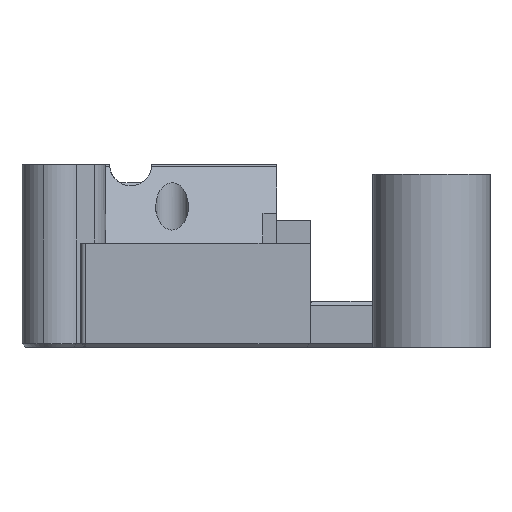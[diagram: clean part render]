
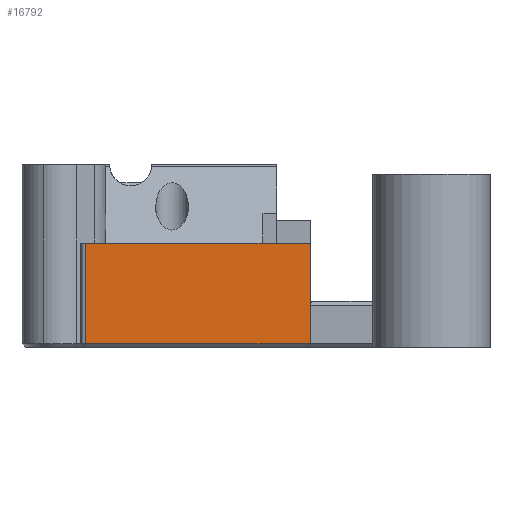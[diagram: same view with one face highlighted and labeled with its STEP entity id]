
A CAD part, front view. The second image highlights one B-rep face of the part: STEP entity #16792.
In plain terms, the highlighted planar face has unit normal (0, -1, 0).
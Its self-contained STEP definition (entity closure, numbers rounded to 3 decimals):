
#1663=FACE_OUTER_BOUND('',#2640,.T.);
#2640=EDGE_LOOP('',(#14118,#14119,#14120,#14121));
#4026=LINE('',#27666,#5509);
#4099=LINE('',#27899,#5582);
#4100=LINE('',#27903,#5583);
#4101=LINE('',#27904,#5584);
#5509=VECTOR('',#21539,10.);
#5582=VECTOR('',#21762,10.);
#5583=VECTOR('',#21767,10.);
#5584=VECTOR('',#21768,10.);
#7645=VERTEX_POINT('',#27650);
#7651=VERTEX_POINT('',#27665);
#7728=VERTEX_POINT('',#27898);
#7729=VERTEX_POINT('',#27902);
#9828=EDGE_CURVE('',#7645,#7651,#4026,.T.);
#9942=EDGE_CURVE('',#7651,#7728,#4099,.T.);
#9944=EDGE_CURVE('',#7645,#7729,#4100,.T.);
#9945=EDGE_CURVE('',#7728,#7729,#4101,.T.);
#14118=ORIENTED_EDGE('',*,*,#9828,.F.);
#14119=ORIENTED_EDGE('',*,*,#9944,.T.);
#14120=ORIENTED_EDGE('',*,*,#9945,.F.);
#14121=ORIENTED_EDGE('',*,*,#9942,.F.);
#16053=PLANE('',#18179);
#16792=ADVANCED_FACE('',(#1663),#16053,.T.);
#18179=AXIS2_PLACEMENT_3D('',#27901,#21765,#21766);
#21539=DIRECTION('',(-1.,0.,0.));
#21762=DIRECTION('',(0.,0.,1.));
#21765=DIRECTION('center_axis',(0.,-1.,0.));
#21766=DIRECTION('ref_axis',(0.,0.,-1.));
#21767=DIRECTION('',(0.,0.,1.));
#21768=DIRECTION('',(1.,0.,0.));
#27650=CARTESIAN_POINT('',(18.65,-76.,-4.605));
#27665=CARTESIAN_POINT('',(-4.686,-76.,-4.605));
#27666=CARTESIAN_POINT('',(0.,-76.,-4.605));
#27898=CARTESIAN_POINT('',(-4.686,-76.,5.825));
#27899=CARTESIAN_POINT('',(-4.686,-76.,16.495));
#27901=CARTESIAN_POINT('Origin',(0.,-76.,18.995));
#27902=CARTESIAN_POINT('',(18.65,-76.,5.825));
#27903=CARTESIAN_POINT('',(18.65,-76.,4.904));
#27904=CARTESIAN_POINT('',(13.95,-76.,5.825));
